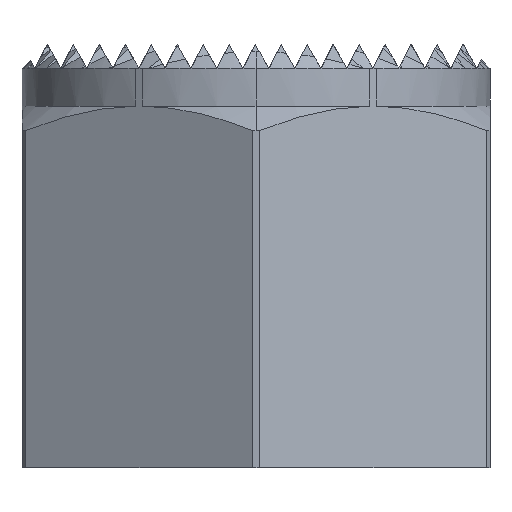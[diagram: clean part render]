
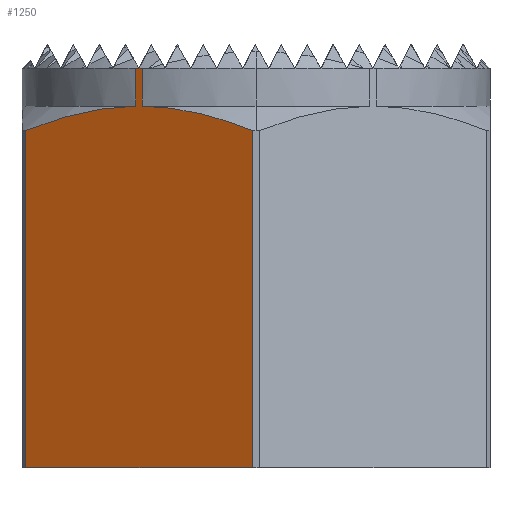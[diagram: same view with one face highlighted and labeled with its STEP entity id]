
A CAD part, front view. The second image highlights one B-rep face of the part: STEP entity #1250.
In plain terms, the highlighted planar face has unit normal (-0.5, -0.866, 0).
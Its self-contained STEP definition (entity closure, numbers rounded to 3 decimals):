
#1250=ADVANCED_FACE('',(#3667),#3668,.T.);
#3667=FACE_OUTER_BOUND('',#7249,.T.);
#3668=PLANE('',#7250);
#7249=EDGE_LOOP('',(#10928,#10929,#10930,#10931,#10932,#10933,#10934,#10935,#10936,#10937,#10938));
#7250=AXIS2_PLACEMENT_3D('',#10939,#10940,#10941);
#10928=ORIENTED_EDGE('',*,*,#19567,.F.);
#10929=ORIENTED_EDGE('',*,*,#19588,.F.);
#10930=ORIENTED_EDGE('',*,*,#19560,.F.);
#10931=ORIENTED_EDGE('',*,*,#19542,.T.);
#10932=ORIENTED_EDGE('',*,*,#19589,.F.);
#10933=ORIENTED_EDGE('',*,*,#19590,.F.);
#10934=ORIENTED_EDGE('',*,*,#19591,.T.);
#10935=ORIENTED_EDGE('',*,*,#19592,.T.);
#10936=ORIENTED_EDGE('',*,*,#19593,.F.);
#10937=ORIENTED_EDGE('',*,*,#19594,.F.);
#10938=ORIENTED_EDGE('',*,*,#19575,.T.);
#10939=CARTESIAN_POINT('',(0.,-12.7,0.));
#10940=DIRECTION('',(-0.5,-0.866,0.));
#10941=DIRECTION('',(0.,0.0,1.0));
#19542=EDGE_CURVE('',#22745,#22743,#22746,.T.);
#19560=EDGE_CURVE('',#22745,#22775,#22776,.T.);
#19567=EDGE_CURVE('',#22786,#22788,#22789,.T.);
#19575=EDGE_CURVE('',#22801,#22788,#22802,.T.);
#19588=EDGE_CURVE('',#22775,#22786,#22822,.T.);
#19589=EDGE_CURVE('',#22823,#22743,#22824,.T.);
#19590=EDGE_CURVE('',#22825,#22823,#22826,.T.);
#19591=EDGE_CURVE('',#22825,#22827,#22828,.T.);
#19592=EDGE_CURVE('',#22827,#22829,#22830,.T.);
#19593=EDGE_CURVE('',#22831,#22829,#22832,.T.);
#19594=EDGE_CURVE('',#22801,#22831,#22833,.T.);
#22743=VERTEX_POINT('',#26760);
#22745=VERTEX_POINT('',#26762);
#22746=(B_SPLINE_CURVE(2,(#26764,#26765,#26766),.UNSPECIFIED.,.F.,.F.)B_SPLINE_CURVE_WITH_KNOTS((3,3),(0.0,6.312),.UNSPECIFIED.)RATIONAL_B_SPLINE_CURVE((1.0,1.036,1.0))BOUNDED_CURVE()REPRESENTATION_ITEM('')GEOMETRIC_REPRESENTATION_ITEM()CURVE());
#22775=VERTEX_POINT('',#26807);
#22776=LINE('',#26808,#26809);
#22786=VERTEX_POINT('',#26821);
#22788=VERTEX_POINT('',#26823);
#22789=LINE('',#26824,#26825);
#22801=VERTEX_POINT('',#26839);
#22802=(B_SPLINE_CURVE(2,(#26841,#26842,#26843),.UNSPECIFIED.,.F.,.F.)B_SPLINE_CURVE_WITH_KNOTS((3,3),(0.0,6.312),.UNSPECIFIED.)RATIONAL_B_SPLINE_CURVE((1.0,1.036,1.0))BOUNDED_CURVE()REPRESENTATION_ITEM('')GEOMETRIC_REPRESENTATION_ITEM()CURVE());
#22822=LINE('',#26910,#26911);
#22823=VERTEX_POINT('',#26912);
#22824=LINE('',#26913,#26914);
#22825=VERTEX_POINT('',#26915);
#22826=(B_SPLINE_CURVE(2,(#26917,#26918,#26919),.UNSPECIFIED.,.F.,.F.)B_SPLINE_CURVE_WITH_KNOTS((3,3),(0.179,0.361),.UNSPECIFIED.)RATIONAL_B_SPLINE_CURVE((1.,1.,1.0))BOUNDED_CURVE()REPRESENTATION_ITEM('')GEOMETRIC_REPRESENTATION_ITEM()CURVE());
#22827=VERTEX_POINT('',#26926);
#22828=LINE('',#26927,#26928);
#22829=VERTEX_POINT('',#26929);
#22830=LINE('',#26930,#26931);
#22831=VERTEX_POINT('',#26932);
#22832=(B_SPLINE_CURVE(2,(#26934,#26935,#26936),.UNSPECIFIED.,.F.,.F.)B_SPLINE_CURVE_WITH_KNOTS((3,3),(0.0,0.177),.UNSPECIFIED.)RATIONAL_B_SPLINE_CURVE((1.0,1.,1.))BOUNDED_CURVE()REPRESENTATION_ITEM('')GEOMETRIC_REPRESENTATION_ITEM()CURVE());
#22833=LINE('',#26943,#26944);
#26760=CARTESIAN_POINT('',(-5.343,-9.615,17.0));
#26762=CARTESIAN_POINT('',(-0.175,-12.599,15.85));
#26764=CARTESIAN_POINT('',(0.,-12.7,15.778));
#26765=CARTESIAN_POINT('',(-2.863,-11.047,16.966));
#26766=CARTESIAN_POINT('',(-5.343,-9.615,17.0));
#26807=CARTESIAN_POINT('',(-0.175,-12.599,0.0));
#26808=CARTESIAN_POINT('',(-0.175,-12.599,9.39));
#26809=VECTOR('',#34849,1.0);
#26821=CARTESIAN_POINT('',(-10.823,-6.451,0.0));
#26823=CARTESIAN_POINT('',(-10.823,-6.451,15.85));
#26824=CARTESIAN_POINT('',(-10.823,-6.451,9.39));
#26825=VECTOR('',#34861,1.0);
#26839=CARTESIAN_POINT('',(-5.655,-9.435,17.0));
#26841=CARTESIAN_POINT('',(-5.655,-9.435,17.0));
#26842=CARTESIAN_POINT('',(-8.135,-8.003,16.966));
#26843=CARTESIAN_POINT('',(-10.999,-6.35,15.778));
#26910=CARTESIAN_POINT('',(-1.375,-11.906,0.));
#26911=VECTOR('',#34881,1.0);
#26912=CARTESIAN_POINT('',(-5.343,-9.615,18.778));
#26913=CARTESIAN_POINT('',(-5.343,-9.615,17.889));
#26914=VECTOR('',#34882,1.0);
#26915=CARTESIAN_POINT('',(-5.5,-9.524,18.779));
#26917=CARTESIAN_POINT('',(-5.5,-9.524,18.779));
#26918=CARTESIAN_POINT('',(-5.422,-9.57,18.779));
#26919=CARTESIAN_POINT('',(-5.343,-9.615,18.778));
#26926=CARTESIAN_POINT('',(-5.501,-9.524,18.778));
#26927=CARTESIAN_POINT('',(-8.85,-7.591,12.08));
#26928=VECTOR('',#34883,1.0);
#26929=CARTESIAN_POINT('',(-5.502,-9.524,18.779));
#26930=CARTESIAN_POINT('',(-1.862,-11.625,12.475));
#26931=VECTOR('',#34884,1.0);
#26932=CARTESIAN_POINT('',(-5.655,-9.435,18.778));
#26934=CARTESIAN_POINT('',(-5.655,-9.435,18.778));
#26935=CARTESIAN_POINT('',(-5.579,-9.479,18.779));
#26936=CARTESIAN_POINT('',(-5.502,-9.524,18.779));
#26943=CARTESIAN_POINT('',(-5.655,-9.435,17.889));
#26944=VECTOR('',#34885,1.0);
#34849=DIRECTION('',(-0.0,-0.0,-1.0));
#34861=DIRECTION('',(0.0,0.0,1.0));
#34881=DIRECTION('',(-0.866,0.5,0.));
#34882=DIRECTION('',(0.,0.,-1.0));
#34883=DIRECTION('',(-0.433,0.25,-0.866));
#34884=DIRECTION('',(-0.48,0.277,0.832));
#34885=DIRECTION('',(0.,0.,1.0));
